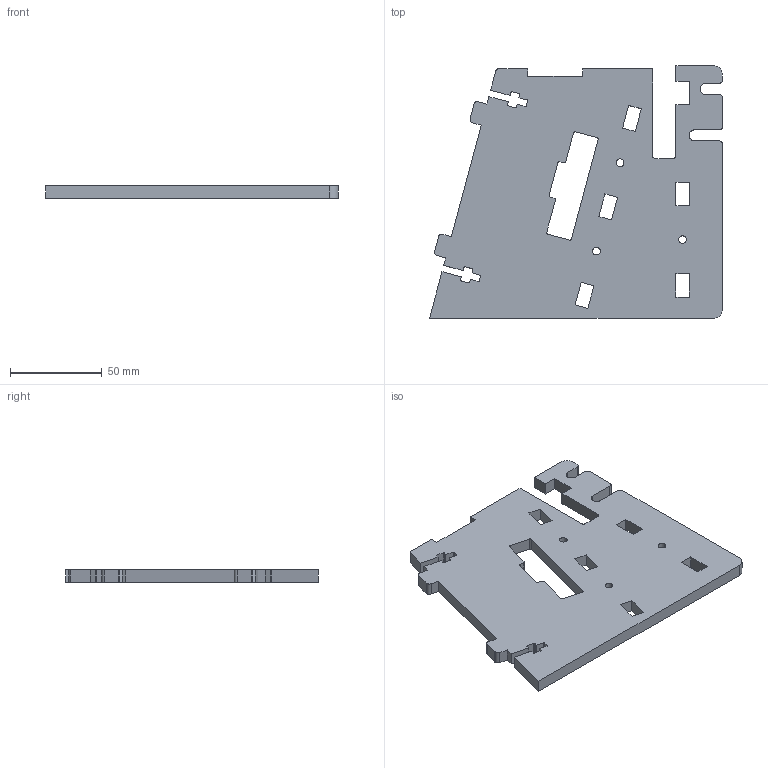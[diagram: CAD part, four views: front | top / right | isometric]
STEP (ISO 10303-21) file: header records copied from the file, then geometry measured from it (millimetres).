
FILE_DESCRIPTION (( 'STEP AP203' ), '1' );
FILE_NAME ('Electronics Housing Side Bracket - Smoothie Right.STEP', '2015-05-09T13:14:28', ( '' ), ( '' ), 'SwSTEP 2.0', 'SolidWorks 2013', '' );
FILE_SCHEMA (( 'CONFIG_CONTROL_DESIGN' ));
Length unit declared in the file: millimetre
Products named in the file (1): Electronics Housing Side Bracket - Smoothie Right
Bounding box: 160 x 138 x 6.8 mm (x, y, z)
Volume: 114901.1 mm3; surface area: 42238.7 mm2
Topology: 1 solids, 1 shells, 133 faces, 393 edges, 262 vertices
Faces by surface type: plane 84, cylinder 49
Entity records: 4558 total; most frequent: CARTESIAN_POINT 789, ORIENTED_EDGE 786, DIRECTION 759, EDGE_CURVE 393, LINE 295, VECTOR 295, VERTEX_POINT 262, AXIS2_PLACEMENT_3D 232
